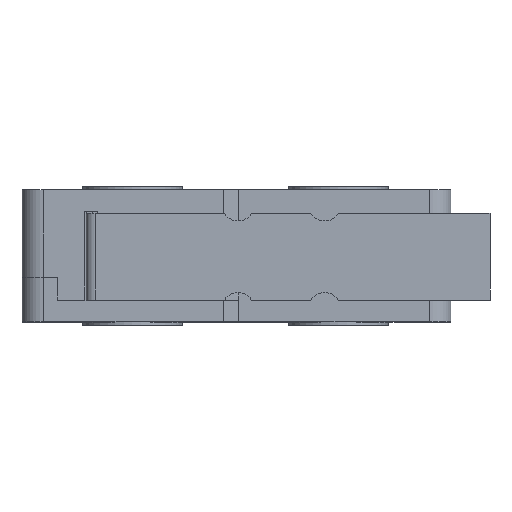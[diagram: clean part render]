
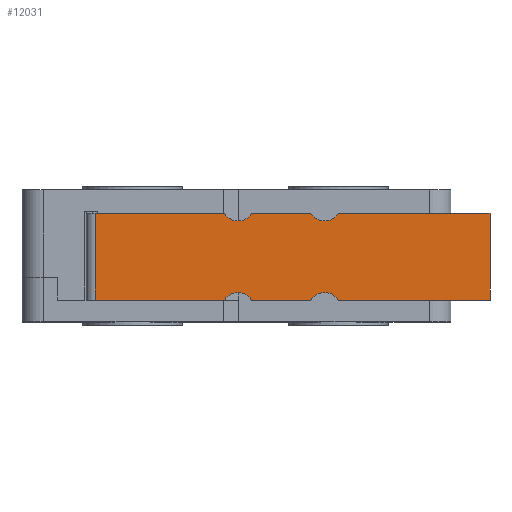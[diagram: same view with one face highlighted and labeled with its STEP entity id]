
A CAD part, top view. The second image highlights one B-rep face of the part: STEP entity #12031.
In plain terms, the highlighted planar face has unit normal (0, 0, 1).
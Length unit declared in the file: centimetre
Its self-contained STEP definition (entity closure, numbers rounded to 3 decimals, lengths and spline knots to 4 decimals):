
#673=CIRCLE('',#12610,0.075);
#676=CIRCLE('',#12614,0.075);
#678=CIRCLE('',#12617,0.075);
#679=CIRCLE('',#12619,0.075);
#1065=FACE_OUTER_BOUND('',#1751,.T.);
#1751=EDGE_LOOP('',(#9550,#9551,#9552,#9553,#9554,#9555,#9556,#9557,#9558,
#9559,#9560,#9561));
#2810=LINE('',#18625,#4146);
#2811=LINE('',#18628,#4147);
#2823=LINE('',#18648,#4159);
#2824=LINE('',#18652,#4160);
#2825=LINE('',#18655,#4161);
#2828=LINE('',#18661,#4164);
#2829=LINE('',#18662,#4165);
#2830=LINE('',#18663,#4166);
#4146=VECTOR('',#14114,1.);
#4147=VECTOR('',#14117,1.);
#4159=VECTOR('',#14133,1.);
#4160=VECTOR('',#14138,1.);
#4161=VECTOR('',#14143,1.);
#4164=VECTOR('',#14150,1.);
#4165=VECTOR('',#14151,1.);
#4166=VECTOR('',#14152,1.);
#5421=VERTEX_POINT('',#18584);
#5423=VERTEX_POINT('',#18587);
#5426=VERTEX_POINT('',#18594);
#5428=VERTEX_POINT('',#18598);
#5430=VERTEX_POINT('',#18603);
#5432=VERTEX_POINT('',#18607);
#5433=VERTEX_POINT('',#18611);
#5435=VERTEX_POINT('',#18614);
#5438=VERTEX_POINT('',#18623);
#5439=VERTEX_POINT('',#18627);
#5445=VERTEX_POINT('',#18646);
#5446=VERTEX_POINT('',#18651);
#6891=EDGE_CURVE('',#5423,#5421,#673,.T.);
#6897=EDGE_CURVE('',#5426,#5428,#676,.T.);
#6901=EDGE_CURVE('',#5430,#5432,#678,.T.);
#6903=EDGE_CURVE('',#5435,#5433,#679,.T.);
#6909=EDGE_CURVE('',#5428,#5438,#2810,.T.);
#6910=EDGE_CURVE('',#5439,#5430,#2811,.T.);
#6922=EDGE_CURVE('',#5433,#5445,#2823,.T.);
#6924=EDGE_CURVE('',#5446,#5423,#2824,.T.);
#6926=EDGE_CURVE('',#5421,#5435,#2825,.T.);
#6929=EDGE_CURVE('',#5439,#5445,#2828,.T.);
#6930=EDGE_CURVE('',#5432,#5426,#2829,.T.);
#6931=EDGE_CURVE('',#5446,#5438,#2830,.T.);
#9550=ORIENTED_EDGE('',*,*,#6891,.T.);
#9551=ORIENTED_EDGE('',*,*,#6926,.T.);
#9552=ORIENTED_EDGE('',*,*,#6903,.T.);
#9553=ORIENTED_EDGE('',*,*,#6922,.T.);
#9554=ORIENTED_EDGE('',*,*,#6929,.F.);
#9555=ORIENTED_EDGE('',*,*,#6910,.T.);
#9556=ORIENTED_EDGE('',*,*,#6901,.T.);
#9557=ORIENTED_EDGE('',*,*,#6930,.T.);
#9558=ORIENTED_EDGE('',*,*,#6897,.T.);
#9559=ORIENTED_EDGE('',*,*,#6909,.T.);
#9560=ORIENTED_EDGE('',*,*,#6931,.F.);
#9561=ORIENTED_EDGE('',*,*,#6924,.T.);
#11477=PLANE('',#12632);
#12031=ADVANCED_FACE('',(#1065),#11477,.T.);
#12610=AXIS2_PLACEMENT_3D('',#18588,#14078,#14079);
#12614=AXIS2_PLACEMENT_3D('',#18600,#14089,#14090);
#12617=AXIS2_PLACEMENT_3D('',#18609,#14097,#14098);
#12619=AXIS2_PLACEMENT_3D('',#18615,#14102,#14103);
#12632=AXIS2_PLACEMENT_3D('',#18660,#14148,#14149);
#14078=DIRECTION('center_axis',(0.,0.,
-1.));
#14079=DIRECTION('ref_axis',(-1.,0.,0.));
#14089=DIRECTION('center_axis',(0.,0.,
-1.));
#14090=DIRECTION('ref_axis',(-1.,0.,0.));
#14097=DIRECTION('center_axis',(0.,0.,
-1.));
#14098=DIRECTION('ref_axis',(-1.,0.,0.));
#14102=DIRECTION('center_axis',(0.,0.,
-1.));
#14103=DIRECTION('ref_axis',(-1.,0.,0.));
#14114=DIRECTION('',(-1.,0.,0.));
#14117=DIRECTION('',(-1.,0.,0.));
#14133=DIRECTION('',(1.,0.,0.));
#14138=DIRECTION('',(1.,0.,0.));
#14143=DIRECTION('',(1.,0.,0.));
#14148=DIRECTION('center_axis',(0.,0.,
1.));
#14149=DIRECTION('ref_axis',(1.,0.,0.));
#14150=DIRECTION('',(0.,-1.,0.));
#14151=DIRECTION('',(-1.,0.,0.));
#14152=DIRECTION('',(0.,1.,0.));
#18584=CARTESIAN_POINT('',(0.5504,-0.51,0.88));
#18587=CARTESIAN_POINT('',(0.4236,-0.51,0.88));
#18588=CARTESIAN_POINT('Origin',(0.487,-0.55,0.88));
#18594=CARTESIAN_POINT('',(0.5504,-0.11,0.88));
#18598=CARTESIAN_POINT('',(0.4236,-0.11,0.88));
#18600=CARTESIAN_POINT('Origin',(0.487,-0.07,
0.88));
#18603=CARTESIAN_POINT('',(0.9504,-0.11,0.88));
#18607=CARTESIAN_POINT('',(0.8236,-0.11,0.88));
#18609=CARTESIAN_POINT('Origin',(0.887,-0.07,
0.88));
#18611=CARTESIAN_POINT('',(0.9504,-0.51,0.88));
#18614=CARTESIAN_POINT('',(0.8236,-0.51,0.88));
#18615=CARTESIAN_POINT('Origin',(0.887,-0.55,0.88));
#18623=CARTESIAN_POINT('',(-0.173,-0.11,0.88));
#18625=CARTESIAN_POINT('',(-0.173,-0.11,0.88));
#18627=CARTESIAN_POINT('',(1.65,-0.11,0.88));
#18628=CARTESIAN_POINT('',(-0.173,-0.11,0.88));
#18646=CARTESIAN_POINT('',(1.65,-0.51,0.88));
#18648=CARTESIAN_POINT('',(-0.173,-0.51,0.88));
#18651=CARTESIAN_POINT('',(-0.173,-0.51,0.88));
#18652=CARTESIAN_POINT('',(-0.173,-0.51,0.88));
#18655=CARTESIAN_POINT('',(-0.173,-0.51,0.88));
#18660=CARTESIAN_POINT('Origin',(1.65,-0.31,0.88));
#18661=CARTESIAN_POINT('',(1.65,-0.31,0.88));
#18662=CARTESIAN_POINT('',(-0.173,-0.11,0.88));
#18663=CARTESIAN_POINT('',(-0.173,-0.31,0.88));
